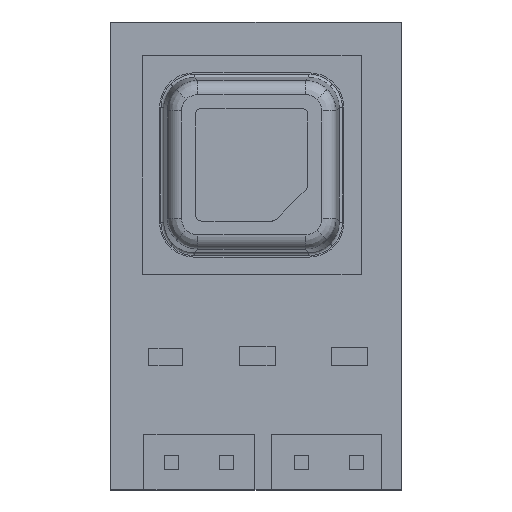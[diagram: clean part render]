
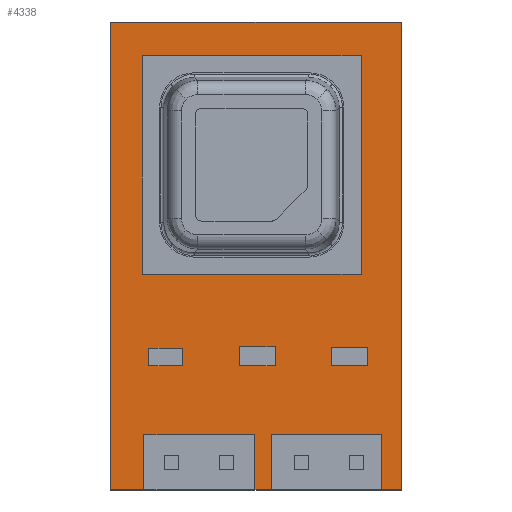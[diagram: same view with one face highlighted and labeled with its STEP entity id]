
A CAD part, top view. The second image highlights one B-rep face of the part: STEP entity #4338.
In plain terms, the highlighted planar face has unit normal (0, 0, 1).
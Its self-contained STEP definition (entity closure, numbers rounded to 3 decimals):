
#445=FACE_OUTER_BOUND('',#726,.T.);
#726=EDGE_LOOP('',(#3779,#3780,#3781,#3782));
#1189=LINE('',#7209,#1690);
#1192=LINE('',#7215,#1693);
#1195=LINE('',#7221,#1696);
#1198=LINE('',#7225,#1699);
#1690=VECTOR('',#5763,10.);
#1693=VECTOR('',#5768,10.);
#1696=VECTOR('',#5773,10.);
#1699=VECTOR('',#5778,10.);
#2100=VERTEX_POINT('',#7206);
#2101=VERTEX_POINT('',#7208);
#2103=VERTEX_POINT('',#7214);
#2105=VERTEX_POINT('',#7220);
#2663=EDGE_CURVE('',#2101,#2100,#1189,.T.);
#2666=EDGE_CURVE('',#2103,#2101,#1192,.T.);
#2669=EDGE_CURVE('',#2105,#2103,#1195,.T.);
#2672=EDGE_CURVE('',#2100,#2105,#1198,.T.);
#3779=ORIENTED_EDGE('',*,*,#2672,.T.);
#3780=ORIENTED_EDGE('',*,*,#2669,.T.);
#3781=ORIENTED_EDGE('',*,*,#2666,.T.);
#3782=ORIENTED_EDGE('',*,*,#2663,.T.);
#4085=PLANE('',#4720);
#4338=ADVANCED_FACE('',(#445),#4085,.T.);
#4720=AXIS2_PLACEMENT_3D('',#7226,#5779,#5780);
#5763=DIRECTION('',(0.,-1.,0.));
#5768=DIRECTION('',(-1.,0.,0.));
#5773=DIRECTION('',(0.,1.,0.));
#5778=DIRECTION('',(1.,0.,0.));
#5779=DIRECTION('center_axis',(0.,0.,1.));
#5780=DIRECTION('ref_axis',(1.,0.,0.));
#7206=CARTESIAN_POINT('',(-6.5,-10.6,1.44));
#7208=CARTESIAN_POINT('',(-6.5,11.,1.44));
#7209=CARTESIAN_POINT('',(-6.5,-10.6,1.44));
#7214=CARTESIAN_POINT('',(6.9,11.,1.44));
#7215=CARTESIAN_POINT('',(-6.5,11.,1.44));
#7220=CARTESIAN_POINT('',(6.9,-10.6,1.44));
#7221=CARTESIAN_POINT('',(6.9,11.,1.44));
#7225=CARTESIAN_POINT('',(6.9,-10.6,1.44));
#7226=CARTESIAN_POINT('Origin',(0.2,0.2,1.44));
